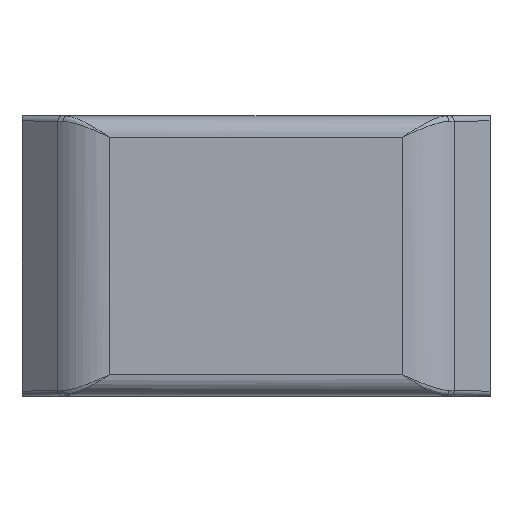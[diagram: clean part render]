
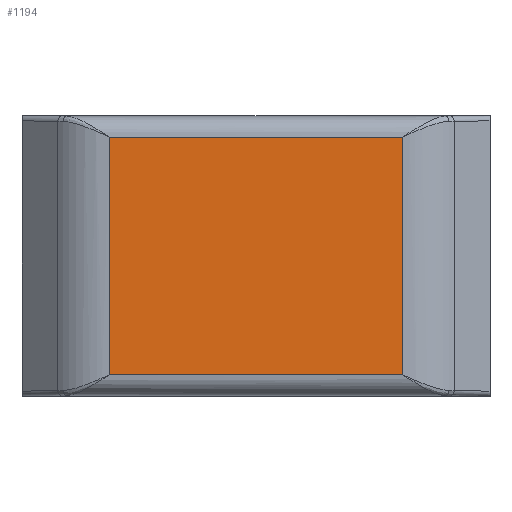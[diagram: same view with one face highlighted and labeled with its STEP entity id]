
A CAD part, top view. The second image highlights one B-rep face of the part: STEP entity #1194.
In plain terms, the highlighted planar face has unit normal (0, 0, 1).
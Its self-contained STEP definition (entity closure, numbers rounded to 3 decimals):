
#367 = CARTESIAN_POINT ( 'NONE',  ( 14.101, -11.43, 6. ) ) ;
#369 = CARTESIAN_POINT ( 'NONE',  ( -14.101, 13.5, 6. ) ) ;
#397 = DIRECTION ( 'NONE',  ( 0., 1., 0. ) ) ;
#572 = CARTESIAN_POINT ( 'NONE',  ( 17., -11.43, 6. ) ) ;
#963 = VERTEX_POINT ( 'NONE', #3381 ) ;
#1194 = ADVANCED_FACE ( 'NONE', ( #8951 ), #2195, .F. ) ;
#1640 = EDGE_CURVE ( 'NONE', #963, #2846, #7711, .T. ) ;
#1659 = ORIENTED_EDGE ( 'NONE', *, *, #8810, .F. ) ;
#2062 = DIRECTION ( 'NONE',  ( -1., 0., 0. ) ) ;
#2075 = DIRECTION ( 'NONE',  ( 0., 0., -1. ) ) ;
#2125 = CARTESIAN_POINT ( 'NONE',  ( 17., 13.5, 6. ) ) ;
#2134 = VECTOR ( 'NONE', #2759, 1000. ) ;
#2195 = PLANE ( 'NONE',  #6408 ) ;
#2358 = VECTOR ( 'NONE', #397, 1000. ) ;
#2579 = LINE ( 'NONE', #572, #9065 ) ;
#2690 = LINE ( 'NONE', #369, #2358 ) ;
#2759 = DIRECTION ( 'NONE',  ( 0., -1., 0. ) ) ;
#2788 = CARTESIAN_POINT ( 'NONE',  ( 14.101, 13.5, 6. ) ) ;
#2846 = VERTEX_POINT ( 'NONE', #6452 ) ;
#3381 = CARTESIAN_POINT ( 'NONE',  ( -14.101, 11.43, 6. ) ) ;
#3841 = CARTESIAN_POINT ( 'NONE',  ( -14.101, -11.43, 6. ) ) ;
#4266 = LINE ( 'NONE', #2788, #2134 ) ;
#5726 = EDGE_CURVE ( 'NONE', #2846, #8132, #4266, .T. ) ;
#6408 = AXIS2_PLACEMENT_3D ( 'NONE', #2125, #2075, #2062 ) ;
#6452 = CARTESIAN_POINT ( 'NONE',  ( 14.101, 11.43, 6. ) ) ;
#6700 = ORIENTED_EDGE ( 'NONE', *, *, #1640, .F. ) ;
#7019 = DIRECTION ( 'NONE',  ( -1., 0., 0. ) ) ;
#7408 = VECTOR ( 'NONE', #7463, 1000. ) ;
#7447 = CARTESIAN_POINT ( 'NONE',  ( 17., 11.43, 6. ) ) ;
#7463 = DIRECTION ( 'NONE',  ( 1., 0., 0. ) ) ;
#7711 = LINE ( 'NONE', #7447, #7408 ) ;
#7958 = EDGE_LOOP ( 'NONE', ( #6700, #9794, #1659, #8793 ) ) ;
#8132 = VERTEX_POINT ( 'NONE', #367 ) ;
#8793 = ORIENTED_EDGE ( 'NONE', *, *, #5726, .F. ) ;
#8810 = EDGE_CURVE ( 'NONE', #8132, #9771, #2579, .T. ) ;
#8951 = FACE_OUTER_BOUND ( 'NONE', #7958, .T. ) ;
#9065 = VECTOR ( 'NONE', #7019, 1000. ) ;
#9496 = EDGE_CURVE ( 'NONE', #9771, #963, #2690, .T. ) ;
#9771 = VERTEX_POINT ( 'NONE', #3841 ) ;
#9794 = ORIENTED_EDGE ( 'NONE', *, *, #9496, .F. ) ;
